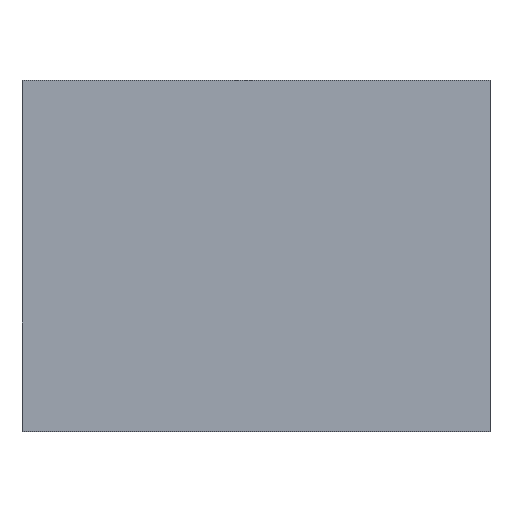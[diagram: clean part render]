
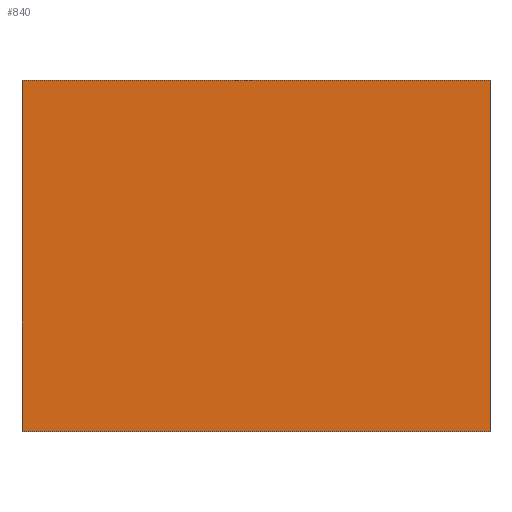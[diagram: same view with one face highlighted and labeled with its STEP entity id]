
A CAD part, top view. The second image highlights one B-rep face of the part: STEP entity #840.
In plain terms, the highlighted planar face has unit normal (0, 0, 1).
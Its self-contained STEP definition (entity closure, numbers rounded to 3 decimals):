
#12 = EDGE_CURVE ( 'NONE', #1799, #1704, #614, .T. ) ;
#96 = ORIENTED_EDGE ( 'NONE', *, *, #12, .T. ) ;
#133 = DIRECTION ( 'NONE',  ( 1., 0., 0. ) ) ;
#147 = DIRECTION ( 'NONE',  ( 1., 0., 0. ) ) ;
#148 = ORIENTED_EDGE ( 'NONE', *, *, #1473, .T. ) ;
#272 = CARTESIAN_POINT ( 'NONE',  ( 0.4, 0.3, 0.38 ) ) ;
#286 = DIRECTION ( 'NONE',  ( -1., 0., 0. ) ) ;
#378 = VECTOR ( 'NONE', #1323, 1000. ) ;
#455 = VERTEX_POINT ( 'NONE', #1584 ) ;
#600 = ORIENTED_EDGE ( 'NONE', *, *, #902, .T. ) ;
#614 = LINE ( 'NONE', #272, #1579 ) ;
#635 = CARTESIAN_POINT ( 'NONE',  ( -0.4, 0.3, 0.38 ) ) ;
#811 = VECTOR ( 'NONE', #1379, 1000. ) ;
#840 = ADVANCED_FACE ( 'NONE', ( #1888 ), #1362, .T. ) ;
#843 = CARTESIAN_POINT ( 'NONE',  ( 0., 0., 0.38 ) ) ;
#862 = DIRECTION ( 'NONE',  ( 0., 0., 1. ) ) ;
#869 = LINE ( 'NONE', #1566, #811 ) ;
#902 = EDGE_CURVE ( 'NONE', #455, #1799, #869, .T. ) ;
#927 = EDGE_LOOP ( 'NONE', ( #96, #1030, #148, #600 ) ) ;
#1021 = LINE ( 'NONE', #1713, #1370 ) ;
#1030 = ORIENTED_EDGE ( 'NONE', *, *, #1492, .T. ) ;
#1143 = AXIS2_PLACEMENT_3D ( 'NONE', #843, #862, #133 ) ;
#1299 = CARTESIAN_POINT ( 'NONE',  ( -0.4, 0.3, 0.38 ) ) ;
#1323 = DIRECTION ( 'NONE',  ( 0., -1., 0. ) ) ;
#1362 = PLANE ( 'NONE',  #1143 ) ;
#1370 = VECTOR ( 'NONE', #147, 1000. ) ;
#1379 = DIRECTION ( 'NONE',  ( 0., 1., 0. ) ) ;
#1473 = EDGE_CURVE ( 'NONE', #1999, #455, #1021, .T. ) ;
#1492 = EDGE_CURVE ( 'NONE', #1704, #1999, #1884, .T. ) ;
#1540 = CARTESIAN_POINT ( 'NONE',  ( 0.4, 0.3, 0.38 ) ) ;
#1566 = CARTESIAN_POINT ( 'NONE',  ( 0.4, 0.3, 0.38 ) ) ;
#1579 = VECTOR ( 'NONE', #286, 1000. ) ;
#1584 = CARTESIAN_POINT ( 'NONE',  ( 0.4, -0.3, 0.38 ) ) ;
#1704 = VERTEX_POINT ( 'NONE', #1299 ) ;
#1713 = CARTESIAN_POINT ( 'NONE',  ( 0.4, -0.3, 0.38 ) ) ;
#1738 = CARTESIAN_POINT ( 'NONE',  ( -0.4, -0.3, 0.38 ) ) ;
#1799 = VERTEX_POINT ( 'NONE', #1540 ) ;
#1884 = LINE ( 'NONE', #635, #378 ) ;
#1888 = FACE_OUTER_BOUND ( 'NONE', #927, .T. ) ;
#1999 = VERTEX_POINT ( 'NONE', #1738 ) ;
